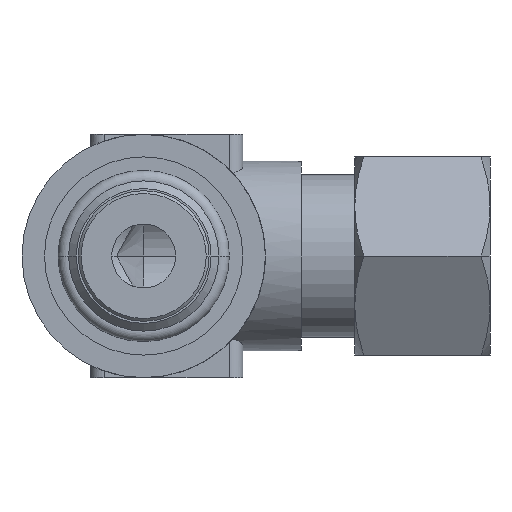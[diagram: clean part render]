
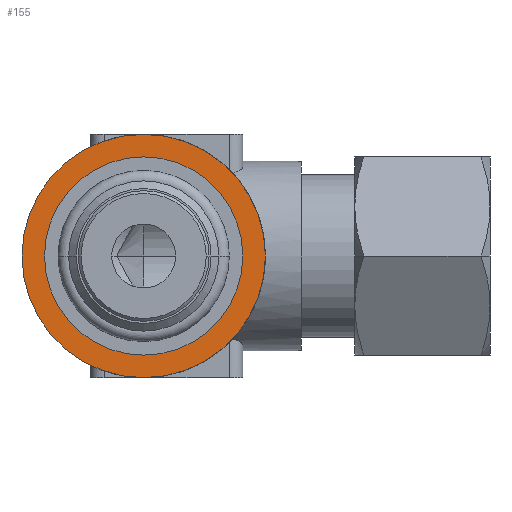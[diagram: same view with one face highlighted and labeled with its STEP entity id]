
A CAD part, front view. The second image highlights one B-rep face of the part: STEP entity #155.
In plain terms, the highlighted planar face has unit normal (0, -1, 0).
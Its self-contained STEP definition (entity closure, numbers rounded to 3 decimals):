
#155=ADVANCED_FACE('',(#417,#418),#419,.T.);
#417=FACE_OUTER_BOUND('',#718,.T.);
#418=FACE_BOUND('',#719,.T.);
#419=PLANE('',#720);
#718=EDGE_LOOP('',(#1654,#1655));
#719=EDGE_LOOP('',(#1656,#1657));
#720=AXIS2_PLACEMENT_3D('',#1658,#1659,#1660);
#1654=ORIENTED_EDGE('',*,*,#2212,.T.);
#1655=ORIENTED_EDGE('',*,*,#1973,.T.);
#1656=ORIENTED_EDGE('',*,*,#1971,.F.);
#1657=ORIENTED_EDGE('',*,*,#2214,.F.);
#1658=CARTESIAN_POINT('',(0.0,9.425,0.0));
#1659=DIRECTION('',(0.0,-1.0,0.0));
#1660=DIRECTION('',(-1.0,0.0,0.0));
#1971=EDGE_CURVE('',#2363,#2359,#2365,.T.);
#1973=EDGE_CURVE('',#2369,#2366,#2370,.T.);
#2212=EDGE_CURVE('',#2366,#2369,#2757,.T.);
#2214=EDGE_CURVE('',#2359,#2363,#2759,.T.);
#2359=VERTEX_POINT('',#2940);
#2363=VERTEX_POINT('',#2945);
#2365=CIRCLE('',#2948,11.0);
#2366=VERTEX_POINT('',#2949);
#2369=VERTEX_POINT('',#2953);
#2370=CIRCLE('',#2954,13.5);
#2757=CIRCLE('',#4359,13.5);
#2759=CIRCLE('',#4361,11.0);
#2940=CARTESIAN_POINT('',(11.0,9.425,0.));
#2945=CARTESIAN_POINT('',(-11.0,9.425,0.));
#2948=AXIS2_PLACEMENT_3D('',#4565,#4566,#4567);
#2949=CARTESIAN_POINT('',(13.5,9.425,0.0));
#2953=CARTESIAN_POINT('',(-13.5,9.425,0.));
#2954=AXIS2_PLACEMENT_3D('',#4569,#4570,#4571);
#4359=AXIS2_PLACEMENT_3D('',#4937,#4938,#4939);
#4361=AXIS2_PLACEMENT_3D('',#4943,#4944,#4945);
#4565=CARTESIAN_POINT('',(0.0,9.425,0.0));
#4566=DIRECTION('',(0.0,-1.0,0.0));
#4567=DIRECTION('',(1.0,0.0,0.0));
#4569=CARTESIAN_POINT('',(0.0,9.425,0.0));
#4570=DIRECTION('',(0.0,-1.0,0.0));
#4571=DIRECTION('',(1.0,0.0,0.0));
#4937=CARTESIAN_POINT('',(0.0,9.425,0.0));
#4938=DIRECTION('',(0.0,-1.0,0.0));
#4939=DIRECTION('',(1.0,0.0,0.0));
#4943=CARTESIAN_POINT('',(0.0,9.425,0.0));
#4944=DIRECTION('',(0.0,-1.0,0.0));
#4945=DIRECTION('',(1.0,0.0,0.0));
